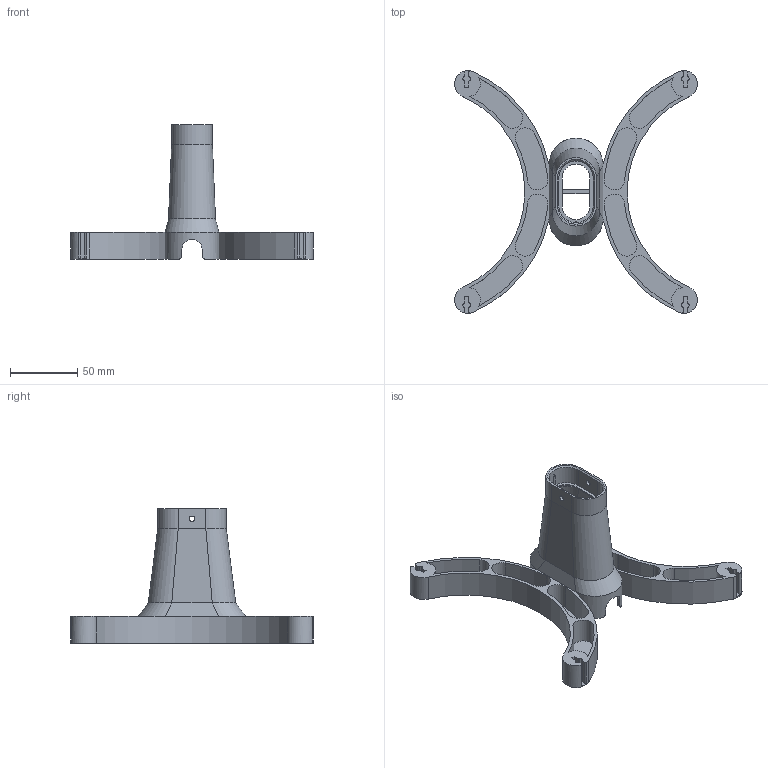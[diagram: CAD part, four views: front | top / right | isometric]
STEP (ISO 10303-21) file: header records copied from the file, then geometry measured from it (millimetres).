
FILE_DESCRIPTION(('FreeCAD Model'),'2;1');
FILE_NAME('Open CASCADE Shape Model','2025-08-12T21:55:52',('FreeCAD'),( 'FreeCAD'),'Open CASCADE STEP processor 7.8','FreeCAD','Unknown');
FILE_SCHEMA(('AUTOMOTIVE_DESIGN { 1 0 10303 214 1 1 1 1 }'));
Length unit declared in the file: millimetre
Products named in the file (1): Open CASCADE STEP translator 7.8 18
Bounding box: 180 x 179.97 x 100 mm (x, y, z)
Volume: 109684.6 mm3; surface area: 85233.1 mm2
Topology: 1 solids, 1 shells, 178 faces, 498 edges, 328 vertices
Faces by surface type: cylinder 94, plane 60, bspline 18, cone 6
Full cylindrical faces by diameter (mm): 4 x2
Entity records: 6532 total; most frequent: CARTESIAN_POINT 1863, ORIENTED_EDGE 996, DIRECTION 988, EDGE_CURVE 498, AXIS2_PLACEMENT_3D 381, VERTEX_POINT 328, LINE 226, VECTOR 226
